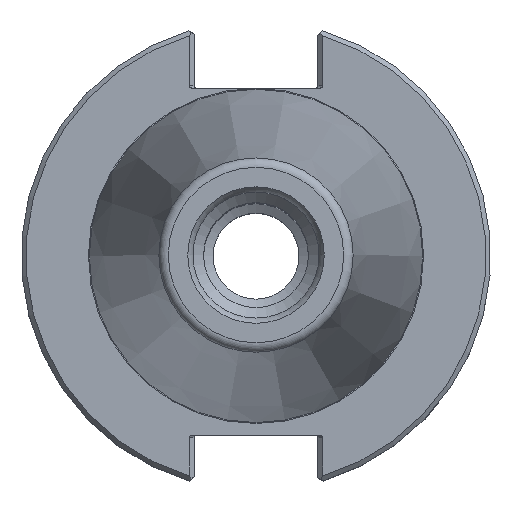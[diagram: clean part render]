
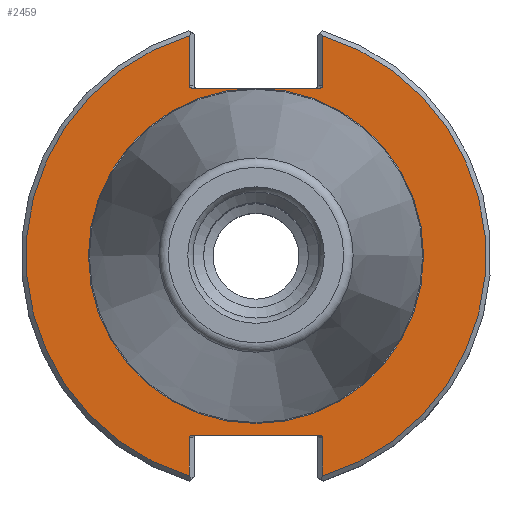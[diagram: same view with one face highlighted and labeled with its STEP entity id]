
A CAD part, top view. The second image highlights one B-rep face of the part: STEP entity #2459.
In plain terms, the highlighted planar face has unit normal (0, 0, 1).
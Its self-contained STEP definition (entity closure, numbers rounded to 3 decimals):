
#24=ELLIPSE('',#2610,0.707,0.5);
#25=ELLIPSE('',#2612,0.707,0.5);
#33=ELLIPSE('',#2640,0.707,0.5);
#34=ELLIPSE('',#2642,0.707,0.5);
#76=LINE('',#3772,#149);
#77=LINE('',#3781,#150);
#82=LINE('',#3800,#155);
#83=LINE('',#3809,#156);
#93=LINE('',#3843,#166);
#104=LINE('',#3890,#177);
#149=VECTOR('',#2963,1000.);
#150=VECTOR('',#2970,1000.);
#155=VECTOR('',#2985,1000.);
#156=VECTOR('',#2992,1000.);
#166=VECTOR('',#3018,1000.);
#177=VECTOR('',#3063,1000.);
#303=PLANE('',#2641);
#734=ORIENTED_EDGE('',*,*,#974,.T.);
#735=ORIENTED_EDGE('',*,*,#972,.T.);
#736=ORIENTED_EDGE('',*,*,#968,.T.);
#737=ORIENTED_EDGE('',*,*,#989,.F.);
#738=ORIENTED_EDGE('',*,*,#966,.T.);
#739=ORIENTED_EDGE('',*,*,#964,.T.);
#740=ORIENTED_EDGE('',*,*,#962,.T.);
#741=ORIENTED_EDGE('',*,*,#961,.T.);
#742=ORIENTED_EDGE('',*,*,#1008,.T.);
#743=ORIENTED_EDGE('',*,*,#1010,.F.);
#744=ORIENTED_EDGE('',*,*,#1011,.T.);
#745=ORIENTED_EDGE('',*,*,#975,.T.);
#746=ORIENTED_EDGE('',*,*,#958,.F.);
#958=EDGE_CURVE('',#1152,#1152,#1247,.T.);
#961=EDGE_CURVE('',#1153,#1154,#76,.T.);
#962=EDGE_CURVE('',#1155,#1153,#1248,.T.);
#964=EDGE_CURVE('',#1156,#1155,#77,.T.);
#966=EDGE_CURVE('',#1157,#1156,#24,.F.);
#968=EDGE_CURVE('',#1158,#1159,#25,.F.);
#972=EDGE_CURVE('',#1160,#1158,#82,.T.);
#974=EDGE_CURVE('',#1161,#1160,#1249,.T.);
#975=EDGE_CURVE('',#1162,#1161,#83,.T.);
#989=EDGE_CURVE('',#1157,#1159,#93,.T.);
#1008=EDGE_CURVE('',#1154,#1180,#33,.F.);
#1010=EDGE_CURVE('',#1181,#1180,#104,.T.);
#1011=EDGE_CURVE('',#1181,#1162,#34,.F.);
#1152=VERTEX_POINT('',#3763);
#1153=VERTEX_POINT('',#3769);
#1154=VERTEX_POINT('',#3771);
#1155=VERTEX_POINT('',#3775);
#1156=VERTEX_POINT('',#3782);
#1157=VERTEX_POINT('',#3786);
#1158=VERTEX_POINT('',#3790);
#1159=VERTEX_POINT('',#3791);
#1160=VERTEX_POINT('',#3799);
#1161=VERTEX_POINT('',#3806);
#1162=VERTEX_POINT('',#3810);
#1180=VERTEX_POINT('',#3887);
#1181=VERTEX_POINT('',#3891);
#1247=CIRCLE('',#2604,35.118);
#1248=CIRCLE('',#2607,48.21);
#1249=CIRCLE('',#2615,48.21);
#1391=EDGE_LOOP('',(#734,#735,#736,#737,#738,#739,#740,#741,#742,#743,#744,
#745));
#1392=EDGE_LOOP('',(#746));
#1545=FACE_BOUND('',#1391,.T.);
#1546=FACE_BOUND('',#1392,.T.);
#2459=ADVANCED_FACE('',(#1545,#1546),#303,.T.);
#2604=AXIS2_PLACEMENT_3D('',#3762,#2958,#2959);
#2607=AXIS2_PLACEMENT_3D('',#3774,#2966,#2967);
#2610=AXIS2_PLACEMENT_3D('',#3785,#2974,#2975);
#2612=AXIS2_PLACEMENT_3D('',#3789,#2979,#2980);
#2615=AXIS2_PLACEMENT_3D('',#3807,#2988,#2989);
#2640=AXIS2_PLACEMENT_3D('',#3886,#3058,#3059);
#2641=AXIS2_PLACEMENT_3D('',#3889,#3061,#3062);
#2642=AXIS2_PLACEMENT_3D('',#3892,#3064,#3065);
#2958=DIRECTION('',(0.,0.,1.));
#2959=DIRECTION('',(1.,0.,0.));
#2963=DIRECTION('',(0.,-1.,0.));
#2966=DIRECTION('',(0.,0.,1.));
#2967=DIRECTION('',(1.,0.,0.));
#2970=DIRECTION('',(0.,-1.,0.));
#2974=DIRECTION('',(0.,0.,1.));
#2975=DIRECTION('',(1.,0.,0.));
#2979=DIRECTION('',(0.,0.,1.));
#2980=DIRECTION('',(1.,0.,0.));
#2985=DIRECTION('',(0.,1.,0.));
#2988=DIRECTION('',(0.,0.,1.));
#2989=DIRECTION('',(1.,0.,0.));
#2992=DIRECTION('',(0.,1.,0.));
#3018=DIRECTION('',(-1.,0.,0.));
#3058=DIRECTION('',(0.,0.,1.));
#3059=DIRECTION('',(-1.,0.,0.));
#3061=DIRECTION('',(0.,0.,1.));
#3062=DIRECTION('',(1.,0.,0.));
#3063=DIRECTION('',(1.,0.,0.));
#3064=DIRECTION('',(0.,0.,1.));
#3065=DIRECTION('',(-1.,0.,0.));
#3762=CARTESIAN_POINT('',(0.,0.,-3.17));
#3763=CARTESIAN_POINT('',(35.118,0.,-3.17));
#3769=CARTESIAN_POINT('',(13.955,46.146,-3.17));
#3771=CARTESIAN_POINT('',(13.955,35.66,-3.17));
#3772=CARTESIAN_POINT('',(13.955,35.16,-3.17));
#3774=CARTESIAN_POINT('',(0.,0.,-3.17));
#3775=CARTESIAN_POINT('',(13.955,-46.146,-3.17));
#3781=CARTESIAN_POINT('',(13.955,-47.619,-3.17));
#3782=CARTESIAN_POINT('',(13.955,-38.07,-3.17));
#3785=CARTESIAN_POINT('',(13.248,-38.07,-3.17));
#3786=CARTESIAN_POINT('',(13.248,-37.57,-3.17));
#3789=CARTESIAN_POINT('',(-13.248,-38.07,-3.17));
#3790=CARTESIAN_POINT('',(-13.955,-38.07,-3.17));
#3791=CARTESIAN_POINT('',(-13.248,-37.57,-3.17));
#3799=CARTESIAN_POINT('',(-13.955,-46.146,-3.17));
#3800=CARTESIAN_POINT('',(-13.955,-37.57,-3.17));
#3806=CARTESIAN_POINT('',(-13.955,46.146,-3.17));
#3807=CARTESIAN_POINT('',(0.,0.,-3.17));
#3809=CARTESIAN_POINT('',(-13.955,47.619,-3.17));
#3810=CARTESIAN_POINT('',(-13.955,35.66,-3.17));
#3843=CARTESIAN_POINT('',(12.955,-37.57,-3.17));
#3886=CARTESIAN_POINT('',(13.248,35.66,-3.17));
#3887=CARTESIAN_POINT('',(13.248,35.16,-3.17));
#3889=CARTESIAN_POINT('',(35.118,0.,-3.17));
#3890=CARTESIAN_POINT('',(-12.955,35.16,-3.17));
#3891=CARTESIAN_POINT('',(-13.248,35.16,-3.17));
#3892=CARTESIAN_POINT('',(-13.248,35.66,-3.17));
